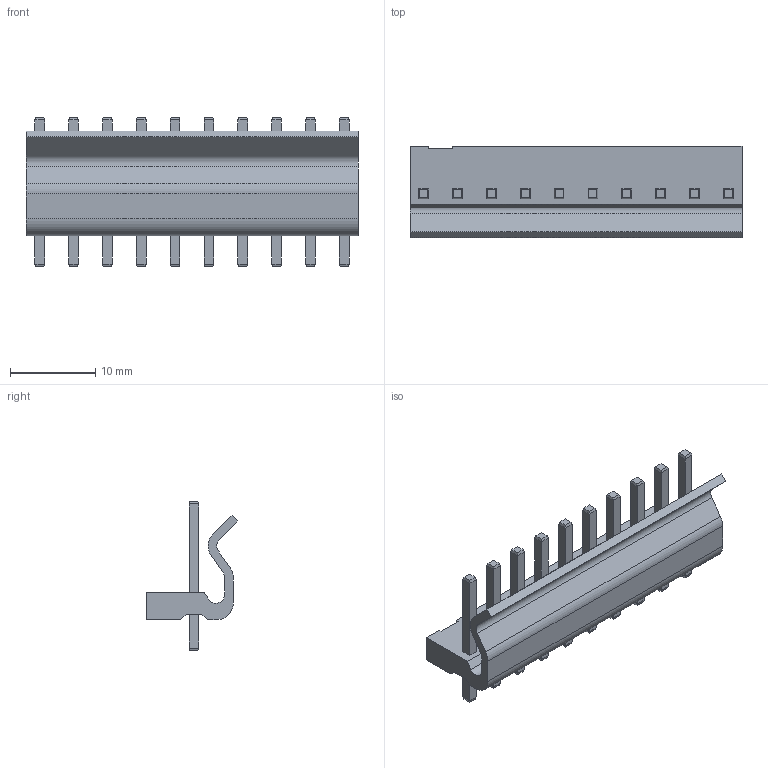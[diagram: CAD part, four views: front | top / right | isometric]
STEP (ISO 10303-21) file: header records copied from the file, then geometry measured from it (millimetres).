
FILE_DESCRIPTION(/* description */ ('model of Molex_KK-396_5273-10A_1x10_P3.96mm_Vertical'),/* implementation_level */ '2;1');
FILE_NAME(/* name */ 'Molex_KK-396_5273-10A_1x10_P3.96mm_Vertical.step',/* time_stamp */ '2022-01-07T13:38:57',/* author */ ('Franck Bourdonnec',''),/* organization */ (''),/* preprocessor_version */ '',/* originating_system */ '',/* authorisation */ '');
FILE_SCHEMA(('AUTOMOTIVE_DESIGN { 1 0 10303 214 1 1 1 1 }'));
Length unit declared in the file: millimetre
Products named in the file (1): Molex_5273_10A
Bounding box: 38.84 x 10.75 x 17.45 mm (x, y, z)
Volume: 1682.8 mm3; surface area: 2620.8 mm2
Topology: 1 solids, 1 shells, 207 faces, 475 edges, 290 vertices
Faces by surface type: plane 201, cylinder 6
Entity records: 13116 total; most frequent: CARTESIAN_POINT 2119, DIRECTION 1687, LINE 1241, VECTOR 1241, ORIENTED_EDGE 950, PCURVE 950, DEFINITIONAL_REPRESENTATION 950, EDGE_CURVE 475
